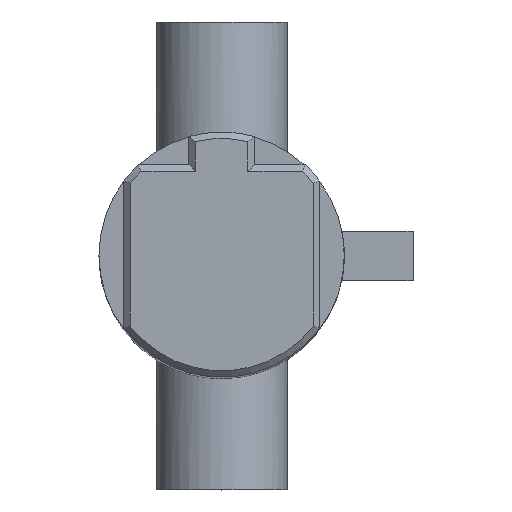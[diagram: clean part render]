
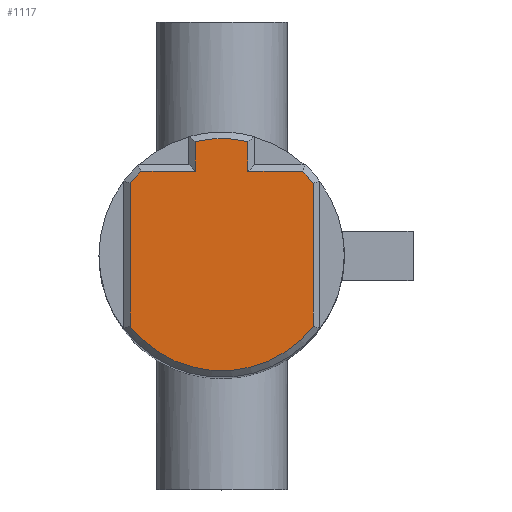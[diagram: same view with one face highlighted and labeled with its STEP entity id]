
A CAD part, top view. The second image highlights one B-rep face of the part: STEP entity #1117.
In plain terms, the highlighted planar face has unit normal (0, 0, 1).
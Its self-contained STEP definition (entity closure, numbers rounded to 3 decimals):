
#495 = VERTEX_POINT('',#496);
#496 = CARTESIAN_POINT('',(-1.4,-1.091,11.5));
#505 = VERTEX_POINT('',#506);
#506 = CARTESIAN_POINT('',(1.4,-1.091,11.5));
#513 = EDGE_CURVE('',#495,#505,#514,.T.);
#514 = CIRCLE('',#515,1.775);
#515 = AXIS2_PLACEMENT_3D('',#516,#517,#518);
#516 = CARTESIAN_POINT('',(0.,0.,11.5));
#517 = DIRECTION('',(0.,0.,1.));
#518 = DIRECTION('',(-0.8,-0.6,0.));
#628 = VERTEX_POINT('',#629);
#629 = CARTESIAN_POINT('',(-1.235,1.275,11.5));
#638 = VERTEX_POINT('',#639);
#639 = CARTESIAN_POINT('',(-1.4,1.091,11.5));
#646 = EDGE_CURVE('',#628,#638,#647,.T.);
#647 = CIRCLE('',#648,1.775);
#648 = AXIS2_PLACEMENT_3D('',#649,#650,#651);
#649 = CARTESIAN_POINT('',(0.,0.,11.5));
#650 = DIRECTION('',(0.,0.,1.));
#651 = DIRECTION('',(-0.68,0.733,0.));
#889 = VERTEX_POINT('',#890);
#890 = CARTESIAN_POINT('',(0.4,1.729,11.5));
#899 = VERTEX_POINT('',#900);
#900 = CARTESIAN_POINT('',(-0.4,1.729,11.5));
#907 = EDGE_CURVE('',#889,#899,#908,.T.);
#908 = CIRCLE('',#909,1.775);
#909 = AXIS2_PLACEMENT_3D('',#910,#911,#912);
#910 = CARTESIAN_POINT('',(0.,0.,11.5));
#911 = DIRECTION('',(0.,-0.,1.));
#912 = DIRECTION('',(0.267,0.964,0.));
#1004 = VERTEX_POINT('',#1005);
#1005 = CARTESIAN_POINT('',(1.4,1.091,11.5));
#1014 = VERTEX_POINT('',#1015);
#1015 = CARTESIAN_POINT('',(1.235,1.275,11.5));
#1022 = EDGE_CURVE('',#1004,#1014,#1023,.T.);
#1023 = CIRCLE('',#1024,1.775);
#1024 = AXIS2_PLACEMENT_3D('',#1025,#1026,#1027);
#1025 = CARTESIAN_POINT('',(0.,0.,11.5));
#1026 = DIRECTION('',(0.,-0.,1.));
#1027 = DIRECTION('',(0.8,0.6,0.));
#1090 = EDGE_CURVE('',#1004,#505,#1091,.T.);
#1091 = LINE('',#1092,#1093);
#1092 = CARTESIAN_POINT('',(1.4,1.125,11.5));
#1093 = VECTOR('',#1094,1.);
#1094 = DIRECTION('',(0.,-1.,0.));
#1105 = EDGE_CURVE('',#638,#495,#1106,.T.);
#1106 = LINE('',#1107,#1108);
#1107 = CARTESIAN_POINT('',(-1.4,1.125,11.5));
#1108 = VECTOR('',#1109,1.);
#1109 = DIRECTION('',(0.,-1.,0.));
#1117 = ADVANCED_FACE('',(#1118),#1154,.T.);
#1118 = FACE_BOUND('',#1119,.T.);
#1119 = EDGE_LOOP('',(#1120,#1121,#1122,#1123,#1124,#1125,#1133,#1139,
    #1140,#1148));
#1120 = ORIENTED_EDGE('',*,*,#646,.T.);
#1121 = ORIENTED_EDGE('',*,*,#1105,.T.);
#1122 = ORIENTED_EDGE('',*,*,#513,.T.);
#1123 = ORIENTED_EDGE('',*,*,#1090,.F.);
#1124 = ORIENTED_EDGE('',*,*,#1022,.T.);
#1125 = ORIENTED_EDGE('',*,*,#1126,.F.);
#1126 = EDGE_CURVE('',#1127,#1014,#1129,.T.);
#1127 = VERTEX_POINT('',#1128);
#1128 = CARTESIAN_POINT('',(0.4,1.275,11.5));
#1129 = LINE('',#1130,#1131);
#1130 = CARTESIAN_POINT('',(0.5,1.275,11.5));
#1131 = VECTOR('',#1132,1.);
#1132 = DIRECTION('',(1.,0.,0.));
#1133 = ORIENTED_EDGE('',*,*,#1134,.F.);
#1134 = EDGE_CURVE('',#889,#1127,#1135,.T.);
#1135 = LINE('',#1136,#1137);
#1136 = CARTESIAN_POINT('',(0.4,1.807,11.5));
#1137 = VECTOR('',#1138,1.);
#1138 = DIRECTION('',(0.,-1.,0.));
#1139 = ORIENTED_EDGE('',*,*,#907,.T.);
#1140 = ORIENTED_EDGE('',*,*,#1141,.T.);
#1141 = EDGE_CURVE('',#899,#1142,#1144,.T.);
#1142 = VERTEX_POINT('',#1143);
#1143 = CARTESIAN_POINT('',(-0.4,1.275,11.5));
#1144 = LINE('',#1145,#1146);
#1145 = CARTESIAN_POINT('',(-0.4,1.807,11.5));
#1146 = VECTOR('',#1147,1.);
#1147 = DIRECTION('',(0.,-1.,0.));
#1148 = ORIENTED_EDGE('',*,*,#1149,.F.);
#1149 = EDGE_CURVE('',#628,#1142,#1150,.T.);
#1150 = LINE('',#1151,#1152);
#1151 = CARTESIAN_POINT('',(-1.275,1.275,11.5));
#1152 = VECTOR('',#1153,1.);
#1153 = DIRECTION('',(1.,0.,0.));
#1154 = PLANE('',#1155);
#1155 = AXIS2_PLACEMENT_3D('',#1156,#1157,#1158);
#1156 = CARTESIAN_POINT('',(0.,0.071,11.5));
#1157 = DIRECTION('',(0.,0.,1.));
#1158 = DIRECTION('',(1.,0.,0.));
